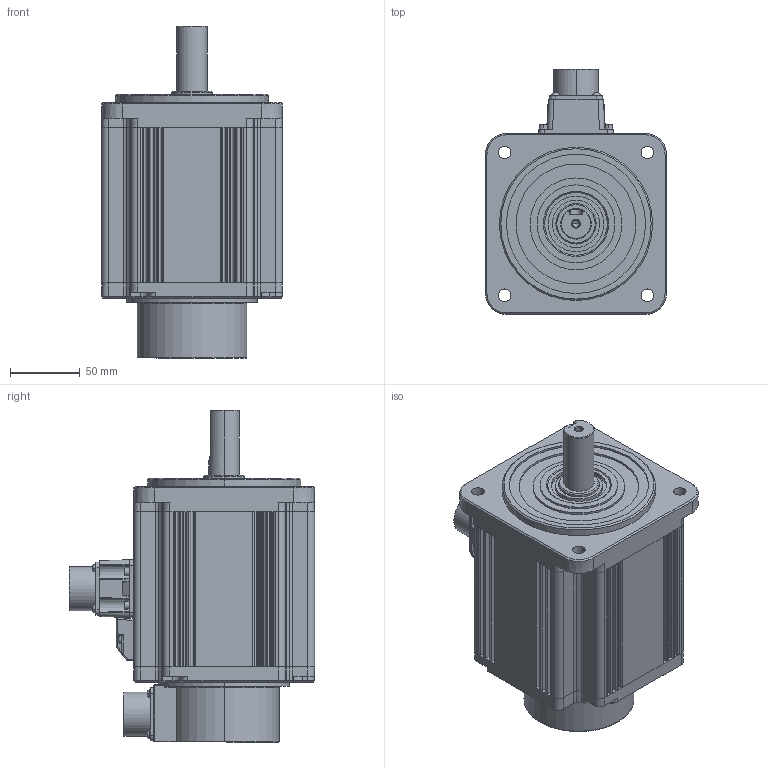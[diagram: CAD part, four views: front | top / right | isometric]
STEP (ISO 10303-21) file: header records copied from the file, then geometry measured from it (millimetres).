
FILE_DESCRIPTION (( 'STEP AP214' ), '1' );
FILE_NAME ('SV2M-x10B fxt.STEP', '2022-10-05T12:45:19', ( '' ), ( '' ), 'SwSTEP 2.0', 'SolidWorks 2021', '' );
FILE_SCHEMA (( 'AUTOMOTIVE_DESIGN' ));
Length unit declared in the file: inch
Products named in the file (1): SV2M-x10B fxt
Bounding box: 130 x 176.14 x 238.5 mm (x, y, z)
Volume: 2469183.1 mm3; surface area: 158662.9 mm2
Topology: 2 solids, 2 shells, 699 faces, 1724 edges, 1027 vertices
Faces by surface type: plane 305, cylinder 236, cone 89, bspline 49, torus 20
Entity records: 22680 total; most frequent: CARTESIAN_POINT 6844, ORIENTED_EDGE 3384, DIRECTION 3171, EDGE_CURVE 1692, AXIS2_PLACEMENT_3D 1178, VERTEX_POINT 1027, VECTOR 815, LINE 815
